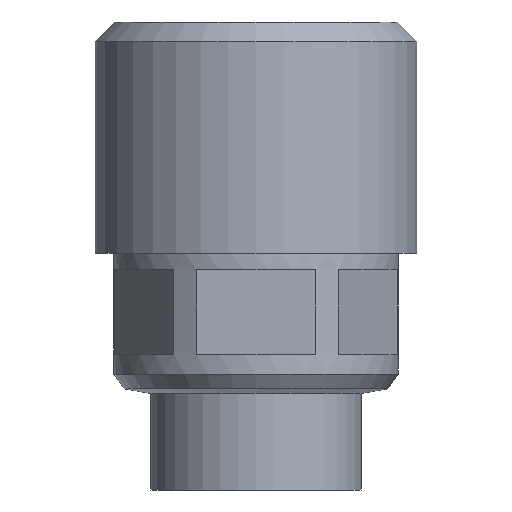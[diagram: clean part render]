
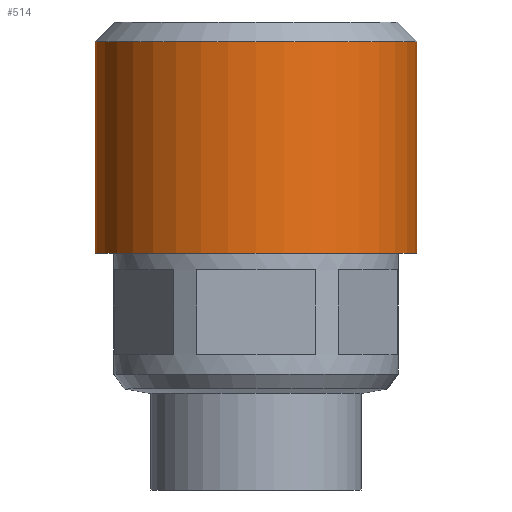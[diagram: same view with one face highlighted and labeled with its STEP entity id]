
A CAD part, left-side view. The second image highlights one B-rep face of the part: STEP entity #514.
In plain terms, the highlighted cylindrical face has radius 12.35 mm (diameter 24.7 mm), a partial arc.
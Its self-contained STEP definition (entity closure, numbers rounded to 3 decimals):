
#359=CARTESIAN_POINT('Axis2P3D Location',(0.,0.,8.75)) ;
#363=CARTESIAN_POINT('Vertex',(0.,-12.35,8.75)) ;
#365=CARTESIAN_POINT('Vertex',(0.,12.35,8.75)) ;
#438=CARTESIAN_POINT('Axis2P3D Location',(0.,0.,8.55)) ;
#443=CARTESIAN_POINT('Line Origine',(0.,-12.35,17.625)) ;
#447=CARTESIAN_POINT('Vertex',(0.,-12.35,25.)) ;
#450=CARTESIAN_POINT('Line Origine',(0.,12.35,17.625)) ;
#454=CARTESIAN_POINT('Vertex',(0.,12.35,25.)) ;
#503=CARTESIAN_POINT('Axis2P3D Location',(0.,0.,25.)) ;
#445=VECTOR('Line Direction',#444,1.) ;
#452=VECTOR('Line Direction',#451,1.) ;
#360=DIRECTION('Axis2P3D Direction',(0.,0.,-1.)) ;
#439=DIRECTION('Axis2P3D Direction',(0.,0.,-1.)) ;
#440=DIRECTION('Axis2P3D XDirection',(0.,1.,-0.)) ;
#444=DIRECTION('Vector Direction',(0.,0.,-1.)) ;
#451=DIRECTION('Vector Direction',(0.,0.,-1.)) ;
#504=DIRECTION('Axis2P3D Direction',(0.,0.,-1.)) ;
#361=AXIS2_PLACEMENT_3D('Circle Axis2P3D',#359,#360,$) ;
#441=AXIS2_PLACEMENT_3D('Cylinder Axis2P3D',#438,#439,#440) ;
#505=AXIS2_PLACEMENT_3D('Circle Axis2P3D',#503,#504,$) ;
#446=LINE('Line',#443,#445) ;
#453=LINE('Line',#450,#452) ;
#362=CIRCLE('generated circle',#361,12.35) ;
#506=CIRCLE('generated circle',#505,12.35) ;
#442=CYLINDRICAL_SURFACE('generated cylinder',#441,12.35) ;
#367=EDGE_CURVE('',#364,#366,#362,.T.) ;
#449=EDGE_CURVE('',#364,#448,#446,.F.) ;
#456=EDGE_CURVE('',#366,#455,#453,.F.) ;
#507=EDGE_CURVE('',#448,#455,#506,.T.) ;
#508=EDGE_LOOP('',(#509,#510,#511,#512)) ;
#509=ORIENTED_EDGE('',*,*,#456,.F.) ;
#510=ORIENTED_EDGE('',*,*,#367,.F.) ;
#511=ORIENTED_EDGE('',*,*,#449,.T.) ;
#512=ORIENTED_EDGE('',*,*,#507,.T.) ;
#364=VERTEX_POINT('',#363) ;
#366=VERTEX_POINT('',#365) ;
#448=VERTEX_POINT('',#447) ;
#455=VERTEX_POINT('',#454) ;
#514=ADVANCED_FACE('Fitting body',(#513),#442,.T.) ;
#513=FACE_OUTER_BOUND('',#508,.T.) ;
